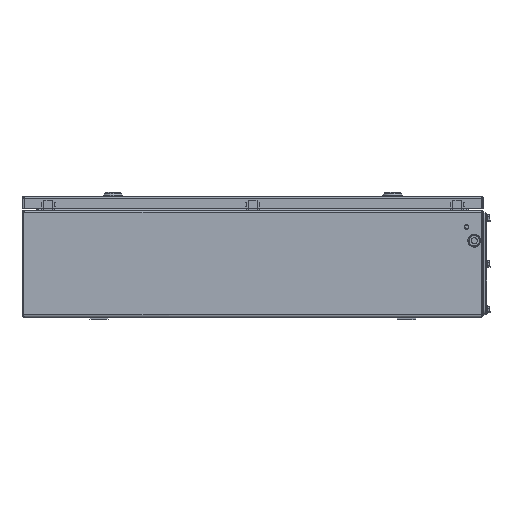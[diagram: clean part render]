
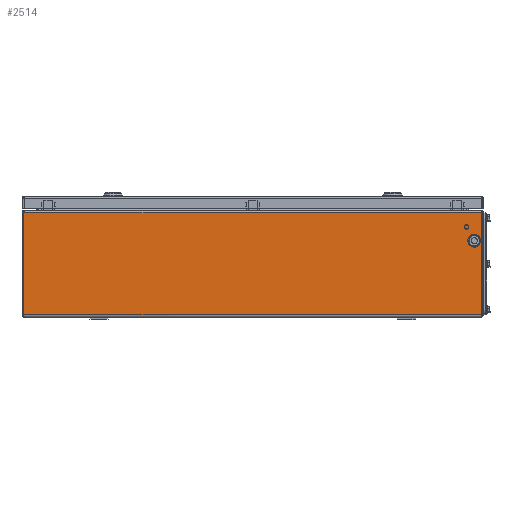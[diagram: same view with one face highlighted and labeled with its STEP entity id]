
A CAD part, left-side view. The second image highlights one B-rep face of the part: STEP entity #2514.
In plain terms, the highlighted planar face has unit normal (-1, 0, 0).
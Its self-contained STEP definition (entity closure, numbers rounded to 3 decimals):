
#2429=AXIS2_PLACEMENT_3D('Plane Axis2P3D',#2426,#2427,#2428) ;
#1874=CARTESIAN_POINT('Vertex',(25.5,14.,176.5)) ;
#1877=CARTESIAN_POINT('Line Origine',(25.5,14.,180.5)) ;
#1881=CARTESIAN_POINT('Vertex',(25.5,14.,7.5)) ;
#2426=CARTESIAN_POINT('Axis2P3D Location',(25.5,773.,180.5)) ;
#2431=CARTESIAN_POINT('Line Origine',(25.5,770.,92.)) ;
#2435=CARTESIAN_POINT('Vertex',(25.5,770.,176.5)) ;
#2437=CARTESIAN_POINT('Vertex',(25.5,770.,7.5)) ;
#2440=CARTESIAN_POINT('Line Origine',(25.5,392.,7.5)) ;
#2445=CARTESIAN_POINT('Line Origine',(25.5,392.,176.5)) ;
#2456=CARTESIAN_POINT('Line Origine',(25.5,31.15,130.)) ;
#2460=CARTESIAN_POINT('Vertex',(25.5,31.15,134.96)) ;
#2462=CARTESIAN_POINT('Vertex',(25.5,31.15,125.04)) ;
#2466=CARTESIAN_POINT('Control Point',(25.5,20.85,134.96)) ;
#2467=CARTESIAN_POINT('Control Point',(25.5,21.304,135.432)) ;
#2468=CARTESIAN_POINT('Control Point',(25.5,21.813,135.851)) ;
#2469=CARTESIAN_POINT('Control Point',(25.5,22.367,136.211)) ;
#2470=CARTESIAN_POINT('Control Point',(25.5,23.549,136.796)) ;
#2471=CARTESIAN_POINT('Control Point',(25.5,24.832,137.1)) ;
#2472=CARTESIAN_POINT('Control Point',(25.5,25.488,137.177)) ;
#2473=CARTESIAN_POINT('Control Point',(25.5,26.806,137.18)) ;
#2474=CARTESIAN_POINT('Control Point',(25.5,28.091,136.885)) ;
#2475=CARTESIAN_POINT('Control Point',(25.5,28.714,136.664)) ;
#2476=CARTESIAN_POINT('Control Point',(25.5,29.609,136.225)) ;
#2477=CARTESIAN_POINT('Control Point',(25.5,30.411,135.642)) ;
#2478=CARTESIAN_POINT('Control Point',(25.5,30.671,135.429)) ;
#2479=CARTESIAN_POINT('Control Point',(25.5,30.918,135.201)) ;
#2480=CARTESIAN_POINT('Control Point',(25.5,31.15,134.96)) ;
#2481=CARTESIAN_POINT('Vertex',(25.5,20.85,134.96)) ;
#2484=CARTESIAN_POINT('Line Origine',(25.5,20.85,130.)) ;
#2488=CARTESIAN_POINT('Vertex',(25.5,20.85,125.04)) ;
#2492=CARTESIAN_POINT('Control Point',(25.5,31.15,125.04)) ;
#2493=CARTESIAN_POINT('Control Point',(25.5,30.696,124.568)) ;
#2494=CARTESIAN_POINT('Control Point',(25.5,30.187,124.149)) ;
#2495=CARTESIAN_POINT('Control Point',(25.5,29.633,123.789)) ;
#2496=CARTESIAN_POINT('Control Point',(25.5,28.451,123.204)) ;
#2497=CARTESIAN_POINT('Control Point',(25.5,27.168,122.9)) ;
#2498=CARTESIAN_POINT('Control Point',(25.5,26.512,122.823)) ;
#2499=CARTESIAN_POINT('Control Point',(25.5,25.194,122.82)) ;
#2500=CARTESIAN_POINT('Control Point',(25.5,23.909,123.115)) ;
#2501=CARTESIAN_POINT('Control Point',(25.5,23.286,123.336)) ;
#2502=CARTESIAN_POINT('Control Point',(25.5,22.391,123.775)) ;
#2503=CARTESIAN_POINT('Control Point',(25.5,21.589,124.358)) ;
#2504=CARTESIAN_POINT('Control Point',(25.5,21.329,124.571)) ;
#2505=CARTESIAN_POINT('Control Point',(25.5,21.082,124.799)) ;
#2506=CARTESIAN_POINT('Control Point',(25.5,20.85,125.04)) ;
#1878=DIRECTION('Vector Direction',(0.,0.,-1.)) ;
#2427=DIRECTION('Axis2P3D Direction',(1.,0.,0.)) ;
#2428=DIRECTION('Axis2P3D XDirection',(0.,1.,0.)) ;
#2432=DIRECTION('Vector Direction',(0.,0.,-1.)) ;
#2441=DIRECTION('Vector Direction',(0.,-1.,0.)) ;
#2446=DIRECTION('Vector Direction',(0.,1.,0.)) ;
#2457=DIRECTION('Vector Direction',(0.,0.,-1.)) ;
#2485=DIRECTION('Vector Direction',(0.,0.,1.)) ;
#1879=VECTOR('Line Direction',#1878,1.) ;
#2433=VECTOR('Line Direction',#2432,1.) ;
#2442=VECTOR('Line Direction',#2441,1.) ;
#2447=VECTOR('Line Direction',#2446,1.) ;
#2458=VECTOR('Line Direction',#2457,1.) ;
#2486=VECTOR('Line Direction',#2485,1.) ;
#2451=ORIENTED_EDGE('',*,*,#2439,.T.) ;
#2452=ORIENTED_EDGE('',*,*,#2444,.T.) ;
#2453=ORIENTED_EDGE('',*,*,#1883,.T.) ;
#2454=ORIENTED_EDGE('',*,*,#2449,.T.) ;
#2509=ORIENTED_EDGE('',*,*,#2464,.F.) ;
#2510=ORIENTED_EDGE('',*,*,#2483,.F.) ;
#2511=ORIENTED_EDGE('',*,*,#2490,.F.) ;
#2512=ORIENTED_EDGE('',*,*,#2507,.F.) ;
#2513=FACE_BOUND('',#2508,.T.) ;
#2514=ADVANCED_FACE('51372_ASM_GH_KTB_QL_XXXxXXXxXXX_YGP_S3D-1/51372_GH_KTB_QL_XXXxXXXxXXX_YGP_S3D_S3D-1-solid1',(#2455,#2513),#2430,.F.) ;
#2465=B_SPLINE_CURVE_WITH_KNOTS('',5,(#2466,#2467,#2468,#2469,#2470,#2471,#2472,#2473,#2474,#2475,#2476,#2477,#2478,#2479,#2480),.UNSPECIFIED.,.F.,.U.,(6,3,3,3,6),(0.,4.631,9.263,13.894,16.264),.UNSPECIFIED.) ;
#2491=B_SPLINE_CURVE_WITH_KNOTS('',5,(#2492,#2493,#2494,#2495,#2496,#2497,#2498,#2499,#2500,#2501,#2502,#2503,#2504,#2505,#2506),.UNSPECIFIED.,.F.,.U.,(6,3,3,3,6),(0.,4.631,9.263,13.894,16.264),.UNSPECIFIED.) ;
#1883=EDGE_CURVE('',#1882,#1875,#1880,.F.) ;
#2439=EDGE_CURVE('',#2436,#2438,#2434,.T.) ;
#2444=EDGE_CURVE('',#2438,#1882,#2443,.T.) ;
#2449=EDGE_CURVE('',#1875,#2436,#2448,.T.) ;
#2464=EDGE_CURVE('',#2461,#2463,#2459,.T.) ;
#2483=EDGE_CURVE('',#2482,#2461,#2465,.T.) ;
#2490=EDGE_CURVE('',#2489,#2482,#2487,.T.) ;
#2507=EDGE_CURVE('',#2463,#2489,#2491,.T.) ;
#2450=EDGE_LOOP('',(#2451,#2452,#2453,#2454)) ;
#2508=EDGE_LOOP('',(#2509,#2510,#2511,#2512)) ;
#2455=FACE_OUTER_BOUND('',#2450,.T.) ;
#1880=LINE('Line',#1877,#1879) ;
#2434=LINE('Line',#2431,#2433) ;
#2443=LINE('Line',#2440,#2442) ;
#2448=LINE('Line',#2445,#2447) ;
#2459=LINE('Line',#2456,#2458) ;
#2487=LINE('Line',#2484,#2486) ;
#2430=PLANE('',#2429) ;
#1875=VERTEX_POINT('',#1874) ;
#1882=VERTEX_POINT('',#1881) ;
#2436=VERTEX_POINT('',#2435) ;
#2438=VERTEX_POINT('',#2437) ;
#2461=VERTEX_POINT('',#2460) ;
#2463=VERTEX_POINT('',#2462) ;
#2482=VERTEX_POINT('',#2481) ;
#2489=VERTEX_POINT('',#2488) ;
